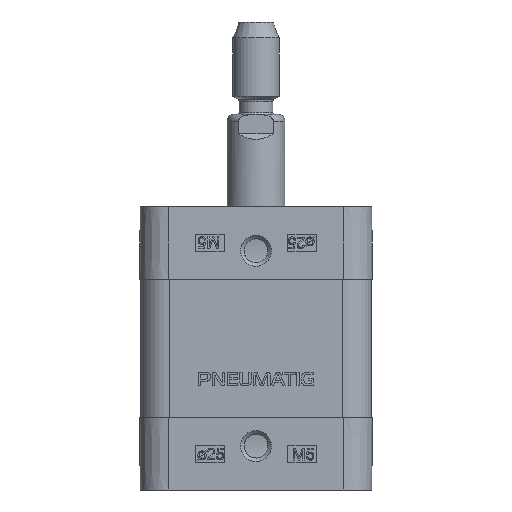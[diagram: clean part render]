
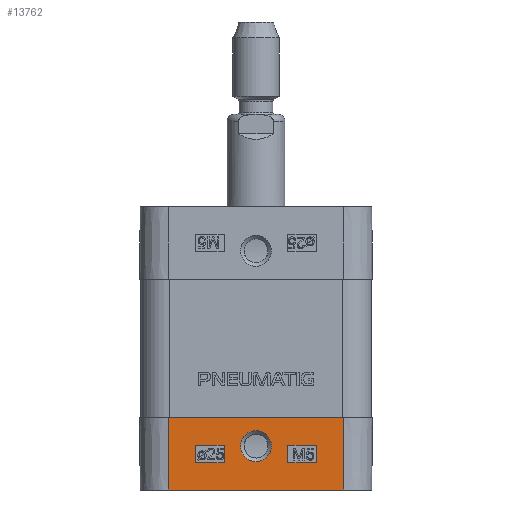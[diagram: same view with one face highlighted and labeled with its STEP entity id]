
A CAD part, left-side view. The second image highlights one B-rep face of the part: STEP entity #13762.
In plain terms, the highlighted planar face has unit normal (-1, 0, -0.009).
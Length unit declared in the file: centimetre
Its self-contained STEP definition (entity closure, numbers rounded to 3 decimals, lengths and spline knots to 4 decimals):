
#495=LINE($,#19936,#1746);
#498=LINE($,#19942,#1749);
#501=LINE($,#19948,#1752);
#504=LINE($,#19952,#1755);
#506=LINE($,#19958,#1757);
#508=LINE($,#19962,#1759);
#510=LINE($,#19966,#1761);
#512=LINE($,#19969,#1763);
#514=LINE($,#20100,#1765);
#515=LINE($,#20102,#1766);
#516=LINE($,#20104,#1767);
#517=LINE($,#20105,#1768);
#1746=VECTOR($,#15993,0.3);
#1749=VECTOR($,#15998,0.5);
#1752=VECTOR($,#16003,0.3);
#1755=VECTOR($,#16008,0.5);
#1757=VECTOR($,#16014,0.3);
#1759=VECTOR($,#16018,0.5);
#1761=VECTOR($,#16022,0.3);
#1763=VECTOR($,#16026,0.5);
#1765=VECTOR($,#16034,3.03);
#1766=VECTOR($,#16035,1.25);
#1767=VECTOR($,#16036,3.03);
#1768=VECTOR($,#16037,1.25);
#2833=B_SPLINE_CURVE_WITH_KNOTS($,3,(#20056,#20057,#20058,#20059,#20060,
#20061,#20062,#20063,#20064,#20065,#20066,#20067,#20068,#20069,#20070,#20071,
#20072,#20073,#20074,#20075,#20076,#20077,#20078,#20079,#20080,#20081,#20082,
#20083,#20084,#20085,#20086,#20087,#20088,#20089,#20090,#20091,#20092,#20093,
#20094,#20095),.UNSPECIFIED.,.T.,.F.,(4,3,3,3,3,3,3,3,3,3,3,3,3,4),(0.,
0.1199,0.3196,0.4271,0.6559,
0.7377,0.9606,0.9848,1.187,1.3056,
1.5238,1.6038,1.8426,1.9625),
 .UNSPECIFIED.);
#3415=PLANE($,#14605);
#3766=FACE_BOUND($,#4914,.T.);
#3767=FACE_BOUND($,#4915,.T.);
#3768=FACE_BOUND($,#4916,.T.);
#4071=FACE_OUTER_BOUND($,#4913,.T.);
#4913=EDGE_LOOP($,(#10323,#10324,#10325,#10326));
#4914=EDGE_LOOP($,(#10327,#10328,#10329,#10330));
#4915=EDGE_LOOP($,(#10331,#10332,#10333,#10334));
#4916=EDGE_LOOP($,(#10335));
#6302=VERTEX_POINT($,#19933);
#6303=VERTEX_POINT($,#19935);
#6305=VERTEX_POINT($,#19941);
#6307=VERTEX_POINT($,#19947);
#6308=VERTEX_POINT($,#19955);
#6309=VERTEX_POINT($,#19957);
#6310=VERTEX_POINT($,#19961);
#6311=VERTEX_POINT($,#19965);
#6312=VERTEX_POINT($,#20011);
#6314=VERTEX_POINT($,#20098);
#6315=VERTEX_POINT($,#20099);
#6316=VERTEX_POINT($,#20101);
#6317=VERTEX_POINT($,#20103);
#7833=EDGE_CURVE($,#6303,#6302,#495,.T.);
#7836=EDGE_CURVE($,#6305,#6303,#498,.T.);
#7839=EDGE_CURVE($,#6307,#6305,#501,.T.);
#7842=EDGE_CURVE($,#6302,#6307,#504,.T.);
#7844=EDGE_CURVE($,#6309,#6308,#506,.T.);
#7846=EDGE_CURVE($,#6310,#6309,#508,.T.);
#7848=EDGE_CURVE($,#6311,#6310,#510,.T.);
#7850=EDGE_CURVE($,#6308,#6311,#512,.T.);
#7853=EDGE_CURVE($,#6312,#6312,#2833,.T.);
#7854=EDGE_CURVE($,#6314,#6315,#514,.T.);
#7855=EDGE_CURVE($,#6316,#6315,#515,.T.);
#7856=EDGE_CURVE($,#6316,#6317,#516,.T.);
#7857=EDGE_CURVE($,#6317,#6314,#517,.T.);
#10323=ORIENTED_EDGE($,*,*,#7854,.T.);
#10324=ORIENTED_EDGE($,*,*,#7855,.F.);
#10325=ORIENTED_EDGE($,*,*,#7856,.T.);
#10326=ORIENTED_EDGE($,*,*,#7857,.T.);
#10327=ORIENTED_EDGE($,*,*,#7833,.T.);
#10328=ORIENTED_EDGE($,*,*,#7842,.T.);
#10329=ORIENTED_EDGE($,*,*,#7839,.T.);
#10330=ORIENTED_EDGE($,*,*,#7836,.T.);
#10331=ORIENTED_EDGE($,*,*,#7844,.T.);
#10332=ORIENTED_EDGE($,*,*,#7850,.T.);
#10333=ORIENTED_EDGE($,*,*,#7848,.T.);
#10334=ORIENTED_EDGE($,*,*,#7846,.T.);
#10335=ORIENTED_EDGE($,*,*,#7853,.F.);
#13762=ADVANCED_FACE($,(#4071,#3766,#3767,#3768),#3415,.T.);
#14605=AXIS2_PLACEMENT_3D($,#20097,#16032,#16033);
#15993=DIRECTION($,(-0.009,0.,1.));
#15998=DIRECTION($,(0.,1.,0.));
#16003=DIRECTION($,(0.009,0.,-1.));
#16008=DIRECTION($,(0.,-1.,0.));
#16014=DIRECTION($,(-0.009,0.,1.));
#16018=DIRECTION($,(0.,1.,0.));
#16022=DIRECTION($,(0.009,0.,-1.));
#16026=DIRECTION($,(0.,-1.,0.));
#16032=DIRECTION('center_axis',(-1.,0.,-0.009));
#16033=DIRECTION('ref_axis',(-0.009,0.,1.));
#16034=DIRECTION($,(0.,-1.,0.));
#16035=DIRECTION($,(0.009,0.,-1.));
#16036=DIRECTION($,(0.,1.,0.));
#16037=DIRECTION($,(0.009,0.,-1.));
#19933=CARTESIAN_POINT('',(-2.0109,-0.55,-2.825));
#19935=CARTESIAN_POINT('',(-2.0082,-0.55,-3.125));
#19936=CARTESIAN_POINT($,(-2.0082,-0.55,-3.125));
#19941=CARTESIAN_POINT('',(-2.0082,-1.05,-3.125));
#19942=CARTESIAN_POINT($,(-2.0082,-1.05,-3.125));
#19947=CARTESIAN_POINT('',(-2.0109,-1.05,-2.825));
#19948=CARTESIAN_POINT($,(-2.0109,-1.05,-2.825));
#19952=CARTESIAN_POINT($,(-2.0109,-0.55,-2.825));
#19955=CARTESIAN_POINT('',(-2.0109,1.05,-2.825));
#19957=CARTESIAN_POINT('',(-2.0082,1.05,-3.125));
#19958=CARTESIAN_POINT($,(-2.0082,1.05,-3.125));
#19961=CARTESIAN_POINT('',(-2.0082,0.55,-3.125));
#19962=CARTESIAN_POINT($,(-2.0082,0.55,-3.125));
#19965=CARTESIAN_POINT('',(-2.0109,0.55,-2.825));
#19966=CARTESIAN_POINT($,(-2.0109,0.55,-2.825));
#19969=CARTESIAN_POINT($,(-2.0109,1.05,-2.825));
#20011=CARTESIAN_POINT('',(-2.0131,-0.0001,-2.5731));
#20056=CARTESIAN_POINT('Ctrl Pts',(-2.0084,-0.0002,
-3.1075));
#20057=CARTESIAN_POINT('Ctrl Pts',(-2.0084,-0.0401,
-3.1076));
#20058=CARTESIAN_POINT('Ctrl Pts',(-2.0085,-0.0812,
-3.0985));
#20059=CARTESIAN_POINT('Ctrl Pts',(-2.0086,-0.1161,
-3.0817));
#20060=CARTESIAN_POINT('Ctrl Pts',(-2.0089,-0.1743,
-3.0537));
#20061=CARTESIAN_POINT('Ctrl Pts',(-2.0092,-0.2063,
-3.0169));
#20062=CARTESIAN_POINT('Ctrl Pts',(-2.0096,-0.2313,
-2.9739));
#20063=CARTESIAN_POINT('Ctrl Pts',(-2.0098,-0.2448,
-2.9507));
#20064=CARTESIAN_POINT('Ctrl Pts',(-2.01,-0.2548,
-2.9257));
#20065=CARTESIAN_POINT('Ctrl Pts',(-2.0102,-0.2606,
-2.9));
#20066=CARTESIAN_POINT('Ctrl Pts',(-2.0107,-0.2731,
-2.8455));
#20067=CARTESIAN_POINT('Ctrl Pts',(-2.0112,-0.2681,
-2.7875));
#20068=CARTESIAN_POINT('Ctrl Pts',(-2.0117,-0.2447,
-2.733));
#20069=CARTESIAN_POINT('Ctrl Pts',(-2.0118,-0.2363,
-2.7135));
#20070=CARTESIAN_POINT('Ctrl Pts',(-2.012,-0.2251,
-2.6935));
#20071=CARTESIAN_POINT('Ctrl Pts',(-2.0122,-0.2094,
-2.6738));
#20072=CARTESIAN_POINT('Ctrl Pts',(-2.0126,-0.1666,
-2.6201));
#20073=CARTESIAN_POINT('Ctrl Pts',(-2.013,-0.0953,
-2.5808));
#20074=CARTESIAN_POINT('Ctrl Pts',(-2.013,-0.0233,
-2.5742));
#20075=CARTESIAN_POINT('Ctrl Pts',(-2.013,-0.0155,
-2.5735));
#20076=CARTESIAN_POINT('Ctrl Pts',(-2.0131,-0.0077,
-2.5731));
#20077=CARTESIAN_POINT('Ctrl Pts',(-2.0131,-0.0001,
-2.5731));
#20078=CARTESIAN_POINT('Ctrl Pts',(-2.0131,0.0639,-2.5731));
#20079=CARTESIAN_POINT('Ctrl Pts',(-2.0129,0.107,
-2.5917));
#20080=CARTESIAN_POINT('Ctrl Pts',(-2.0127,0.1468,
-2.6175));
#20081=CARTESIAN_POINT('Ctrl Pts',(-2.0125,0.1701,-2.6327));
#20082=CARTESIAN_POINT('Ctrl Pts',(-2.0124,0.1912,
-2.6514));
#20083=CARTESIAN_POINT('Ctrl Pts',(-2.0122,0.2091,-2.6738));
#20084=CARTESIAN_POINT('Ctrl Pts',(-2.0118,0.2421,
-2.7151));
#20085=CARTESIAN_POINT('Ctrl Pts',(-2.0113,0.2645,
-2.7719));
#20086=CARTESIAN_POINT('Ctrl Pts',(-2.0108,0.2672,
-2.8307));
#20087=CARTESIAN_POINT('Ctrl Pts',(-2.0106,0.2681,
-2.8522));
#20088=CARTESIAN_POINT('Ctrl Pts',(-2.0104,0.2667,-2.8754));
#20089=CARTESIAN_POINT('Ctrl Pts',(-2.0102,0.2611,-2.9001));
#20090=CARTESIAN_POINT('Ctrl Pts',(-2.0096,0.2442,
-2.9738));
#20091=CARTESIAN_POINT('Ctrl Pts',(-2.0089,0.1883,
-3.0465));
#20092=CARTESIAN_POINT('Ctrl Pts',(-2.0086,0.116,
-3.0814));
#20093=CARTESIAN_POINT('Ctrl Pts',(-2.0085,0.0797,
-3.0988));
#20094=CARTESIAN_POINT('Ctrl Pts',(-2.0084,0.0398,
-3.1074));
#20095=CARTESIAN_POINT('Ctrl Pts',(-2.0084,-0.0002,
-3.1075));
#20097=CARTESIAN_POINT('Origin',(-2.015,1.515,-2.35));
#20098=CARTESIAN_POINT('',(-2.0041,1.515,-3.6));
#20099=CARTESIAN_POINT('',(-2.0041,-1.515,-3.6));
#20100=CARTESIAN_POINT($,(-2.0041,1.515,-3.6));
#20101=CARTESIAN_POINT('',(-2.015,-1.515,-2.35));
#20102=CARTESIAN_POINT($,(-2.015,-1.515,-2.35));
#20103=CARTESIAN_POINT('',(-2.015,1.515,-2.35));
#20104=CARTESIAN_POINT($,(-2.015,-1.515,-2.35));
#20105=CARTESIAN_POINT($,(-2.015,1.515,-2.35));
